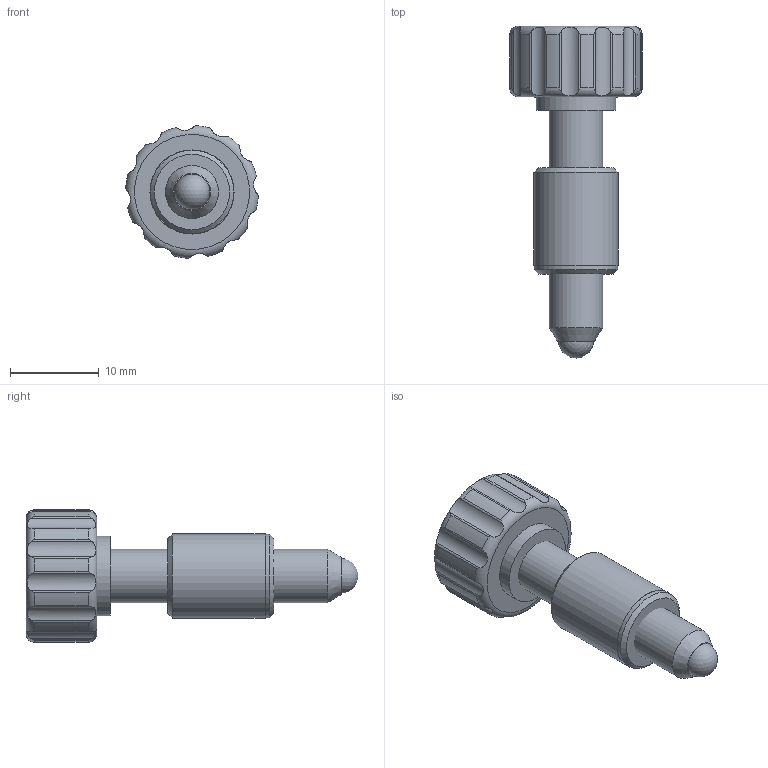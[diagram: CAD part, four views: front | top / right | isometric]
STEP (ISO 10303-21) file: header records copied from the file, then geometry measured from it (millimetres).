
FILE_DESCRIPTION (( 'STEP AP203' ), '1' );
FILE_NAME ('07SRW-7B.STEP', '2023-09-12T06:02:02', ( '' ), ( '' ), 'SwSTEP 2.0', 'SolidWorks 2022', '' );
FILE_SCHEMA (( 'CONFIG_CONTROL_DESIGN' ));
Length unit declared in the file: millimetre
Products named in the file (1): 07SRW-7B
Bounding box: 14.97 x 37.49 x 14.97 mm (x, y, z)
Volume: 2637.2 mm3; surface area: 2287.5 mm2
Topology: 4 solids, 4 shells, 79 faces, 207 edges, 138 vertices
Faces by surface type: cylinder 56, plane 16, cone 4, torus 2, sphere 1
Full cylindrical faces by diameter (mm): 4 x1, 4.7 x1, 5.75 x1, 5.9 x1, 6 x1, 9 x1, 9.45 x1, 9.5 x1
Entity records: 2661 total; most frequent: CARTESIAN_POINT 848, ORIENTED_EDGE 366, DIRECTION 316, EDGE_CURVE 183, VERTEX_POINT 129, AXIS2_PLACEMENT_3D 125, EDGE_LOOP 100, FACE_OUTER_BOUND 88
